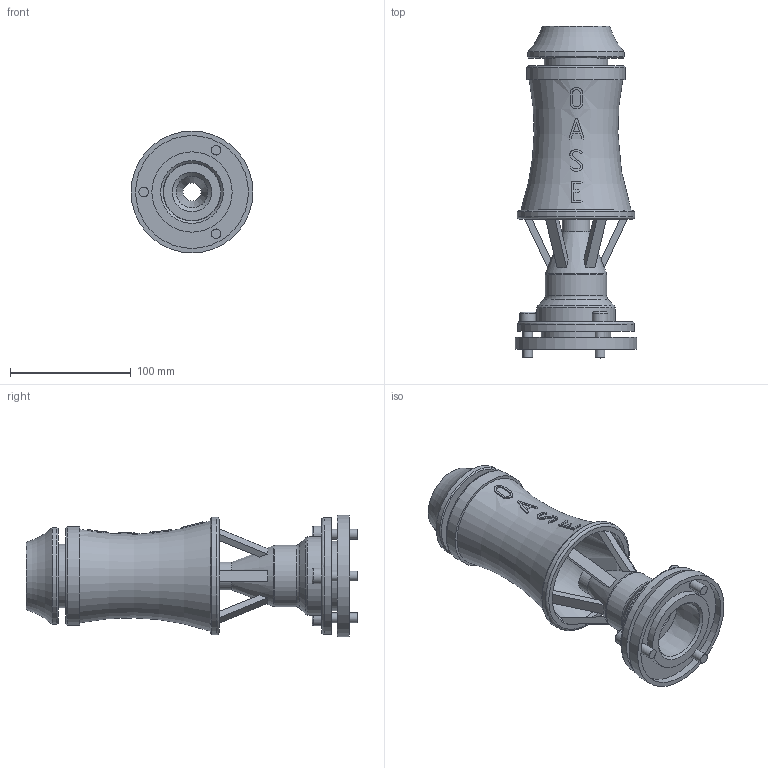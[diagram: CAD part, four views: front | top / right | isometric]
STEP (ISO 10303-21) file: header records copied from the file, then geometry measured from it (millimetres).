
FILE_DESCRIPTION(/* description */ (''),/* implementation_level */ '2;1');
FILE_NAME(/* name */ '89024_Geiser 40T.stp',/* time_stamp */ '2017-08-18T11:44:03+02:00',/* author */ ('guzb562'),/* organization */ (''),/* preprocessor_version */ 'ST-DEVELOPER v16.1',/* originating_system */ 'Autodesk Inventor 2016',/* authorisation */ '');
FILE_SCHEMA (('AUTOMOTIVE_DESIGN { 1 0 10303 214 3 1 1 }'));
Length unit declared in the file: millimetre
Products named in the file (1): 89024_Geiser 40T
Bounding box: 101 x 274.97 x 101 mm (x, y, z)
Volume: 452340.9 mm3; surface area: 144075.2 mm2
Topology: 2 solids, 2 shells, 185 faces, 457 edges, 297 vertices
Faces by surface type: plane 104, cylinder 51, torus 19, cone 11
Full cylindrical faces by diameter (mm): 8 x6, 13 x3, 15 x1, 23 x1, 26.228 x1, 32.862 x1, 46.517 x1, 51 x1, 52.293 x1, 57.307 x1, 65 x1, 66.5 x1, 80.293 x1, 82 x1, 93.5 x1, 97 x1, 97.5 x1, 101 x1
Entity records: 6362 total; most frequent: CARTESIAN_POINT 2142, ORIENTED_EDGE 812, DIRECTION 787, EDGE_CURVE 400, AXIS2_PLACEMENT_3D 295, VERTEX_POINT 290, EDGE_LOOP 272, LINE 197
